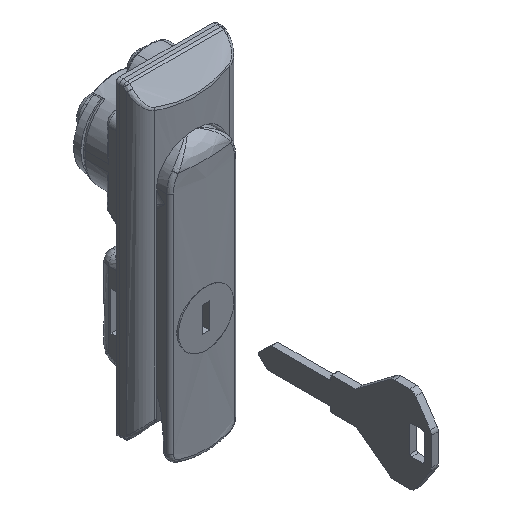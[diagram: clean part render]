
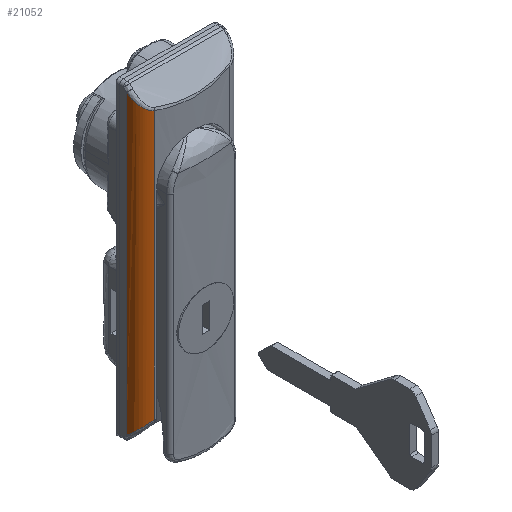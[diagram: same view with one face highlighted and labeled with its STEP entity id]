
A CAD part, isometric view. The second image highlights one B-rep face of the part: STEP entity #21052.
In plain terms, the highlighted free-form (B-spline) face has degree [1, 2] with [2, 3] control points.
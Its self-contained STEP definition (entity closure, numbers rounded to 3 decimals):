
#19801=CARTESIAN_POINT('',(-19.391,14.,-59.185));
#19802=VERTEX_POINT('',#19801);
#19956=CARTESIAN_POINT('',(-23.575,10.493,-55.17));
#19957=VERTEX_POINT('',#19956);
#19971=CARTESIAN_POINT('',(-19.391,14.,-59.185));
#19972=CARTESIAN_POINT('',(-19.626,14.,-58.994));
#19973=CARTESIAN_POINT('',(-19.857,13.981,-58.802));
#19974=CARTESIAN_POINT('',(-20.311,13.906,-58.415));
#19975=CARTESIAN_POINT('',(-20.533,13.85,-58.22));
#19976=CARTESIAN_POINT('',(-20.806,13.758,-57.975));
#19977=CARTESIAN_POINT('',(-20.861,13.738,-57.926));
#19978=CARTESIAN_POINT('',(-20.968,13.697,-57.828));
#19979=CARTESIAN_POINT('',(-21.022,13.675,-57.779));
#19980=CARTESIAN_POINT('',(-21.18,13.607,-57.633));
#19981=CARTESIAN_POINT('',(-21.284,13.557,-57.537));
#19982=CARTESIAN_POINT('',(-21.588,13.395,-57.249));
#19983=CARTESIAN_POINT('',(-21.783,13.27,-57.06));
#19984=CARTESIAN_POINT('',(-22.064,13.056,-56.783));
#19985=CARTESIAN_POINT('',(-22.155,12.98,-56.691));
#19986=CARTESIAN_POINT('',(-22.289,12.859,-56.556));
#19987=CARTESIAN_POINT('',(-22.333,12.817,-56.511));
#19988=CARTESIAN_POINT('',(-22.42,12.731,-56.422));
#19989=CARTESIAN_POINT('',(-22.463,12.687,-56.377));
#19990=CARTESIAN_POINT('',(-22.674,12.46,-56.159));
#19991=CARTESIAN_POINT('',(-22.829,12.262,-55.994));
#19992=CARTESIAN_POINT('',(-23.039,11.934,-55.768));
#19993=CARTESIAN_POINT('',(-23.106,11.819,-55.695));
#19994=CARTESIAN_POINT('',(-23.199,11.638,-55.593));
#19995=CARTESIAN_POINT('',(-23.229,11.576,-55.56));
#19996=CARTESIAN_POINT('',(-23.286,11.451,-55.496));
#19997=CARTESIAN_POINT('',(-23.313,11.387,-55.466));
#19998=CARTESIAN_POINT('',(-23.391,11.193,-55.379));
#19999=CARTESIAN_POINT('',(-23.437,11.06,-55.328));
#20000=CARTESIAN_POINT('',(-23.516,10.783,-55.238));
#20001=CARTESIAN_POINT('',(-23.549,10.641,-55.2));
#20002=CARTESIAN_POINT('',(-23.575,10.493,-55.17));
#20003=B_SPLINE_CURVE_WITH_KNOTS('',3,(#19971,#19972,#19973,#19974,#19975,#19976,#19977,#19978,#19979,#19980,#19981,#19982,#19983,#19984,#19985,#19986,#19987,#19988,#19989,#19990,#19991,#19992,#19993,#19994,#19995,#19996,#19997,#19998,#19999,#20000,#20001,#20002),.UNSPECIFIED.,.F.,.U.,(4,2,2,2,2,2,2,2,2,2,2,2,2,2,2,4),(0.0,0.125,0.25,0.281,0.313,0.375,0.5,0.562,0.594,0.625,0.75,0.812,0.844,0.875,0.937,1.0),.UNSPECIFIED.);
#20004=EDGE_CURVE('',#19802,#19957,#20003,.T.);
#20627=CARTESIAN_POINT('',(-19.391,14.,23.185));
#20628=VERTEX_POINT('',#20627);
#20774=CARTESIAN_POINT('',(-23.575,10.493,19.17));
#20775=VERTEX_POINT('',#20774);
#20954=CARTESIAN_POINT('',(-23.575,10.493,19.17));
#20955=CARTESIAN_POINT('',(-23.549,10.641,19.2));
#20956=CARTESIAN_POINT('',(-23.516,10.784,19.238));
#20957=CARTESIAN_POINT('',(-23.436,11.06,19.328));
#20958=CARTESIAN_POINT('',(-23.39,11.194,19.38));
#20959=CARTESIAN_POINT('',(-23.313,11.389,19.467));
#20960=CARTESIAN_POINT('',(-23.285,11.453,19.497));
#20961=CARTESIAN_POINT('',(-23.228,11.579,19.561));
#20962=CARTESIAN_POINT('',(-23.198,11.64,19.594));
#20963=CARTESIAN_POINT('',(-23.105,11.821,19.696));
#20964=CARTESIAN_POINT('',(-23.038,11.935,19.769));
#20965=CARTESIAN_POINT('',(-22.897,12.155,19.921));
#20966=CARTESIAN_POINT('',(-22.823,12.26,20.));
#20967=CARTESIAN_POINT('',(-22.705,12.411,20.125));
#20968=CARTESIAN_POINT('',(-22.665,12.46,20.167));
#20969=CARTESIAN_POINT('',(-22.584,12.555,20.252));
#20970=CARTESIAN_POINT('',(-22.543,12.602,20.295));
#20971=CARTESIAN_POINT('',(-22.333,12.827,20.512));
#20972=CARTESIAN_POINT('',(-22.155,12.987,20.693));
#20973=CARTESIAN_POINT('',(-21.874,13.201,20.971));
#20974=CARTESIAN_POINT('',(-21.778,13.268,21.065));
#20975=CARTESIAN_POINT('',(-21.63,13.363,21.208));
#20976=CARTESIAN_POINT('',(-21.58,13.393,21.256));
#20977=CARTESIAN_POINT('',(-21.479,13.452,21.352));
#20978=CARTESIAN_POINT('',(-21.428,13.48,21.4));
#20979=CARTESIAN_POINT('',(-21.171,13.616,21.643));
#20980=CARTESIAN_POINT('',(-20.96,13.706,21.837));
#20981=CARTESIAN_POINT('',(-20.529,13.851,22.224));
#20982=CARTESIAN_POINT('',(-20.308,13.906,22.417));
#20983=CARTESIAN_POINT('',(-19.857,13.981,22.802));
#20984=CARTESIAN_POINT('',(-19.627,14.,22.994));
#20985=CARTESIAN_POINT('',(-19.391,14.,23.185));
#20986=B_SPLINE_CURVE_WITH_KNOTS('',3,(#20954,#20955,#20956,#20957,#20958,#20959,#20960,#20961,#20962,#20963,#20964,#20965,#20966,#20967,#20968,#20969,#20970,#20971,#20972,#20973,#20974,#20975,#20976,#20977,#20978,#20979,#20980,#20981,#20982,#20983,#20984,#20985),.UNSPECIFIED.,.F.,.U.,(4,2,2,2,2,2,2,2,2,2,2,2,2,2,2,4),(0.0,0.063,0.125,0.156,0.188,0.25,0.313,0.344,0.375,0.5,0.562,0.594,0.625,0.75,0.875,1.0),.UNSPECIFIED.);
#20987=EDGE_CURVE('',#20775,#20628,#20986,.T.);
#21024=CARTESIAN_POINT('',(-23.604,10.31,-61.244));
#21025=CARTESIAN_POINT('',(-23.604,10.31,25.296));
#21026=CARTESIAN_POINT('',(-23.091,14.17,-61.244));
#21027=CARTESIAN_POINT('',(-23.091,14.17,25.296));
#21028=CARTESIAN_POINT('',(-19.2,13.996,-61.244));
#21029=CARTESIAN_POINT('',(-19.2,13.996,25.296));
#21037=(BOUNDED_SURFACE()B_SPLINE_SURFACE(1,2,((#21024,#21026,#21028),(#21025,#21027,#21029)),.UNSPECIFIED.,.F.,.F.,.U.)B_SPLINE_SURFACE_WITH_KNOTS((2,2),(3,3),(0.0,86.54),(0.0,6.611),.UNSPECIFIED.)GEOMETRIC_REPRESENTATION_ITEM()RATIONAL_B_SPLINE_SURFACE(((1.0,0.737,1.0),(1.0,0.737,1.0)))REPRESENTATION_ITEM('')SURFACE());
#21038=CARTESIAN_POINT('',(-23.575,10.493,19.17));
#21039=CARTESIAN_POINT('',(-23.575,10.493,-55.17));
#21040=QUASI_UNIFORM_CURVE('',1,(#21038,#21039),.UNSPECIFIED.,.F.,.U.);
#21041=EDGE_CURVE('',#20775,#19957,#21040,.T.);
#21042=ORIENTED_EDGE('',*,*,#21041,.F.);
#21043=ORIENTED_EDGE('',*,*,#20987,.T.);
#21044=CARTESIAN_POINT('',(-19.391,14.,-59.185));
#21045=CARTESIAN_POINT('',(-19.391,14.,23.185));
#21046=QUASI_UNIFORM_CURVE('',1,(#21044,#21045),.UNSPECIFIED.,.F.,.U.);
#21047=EDGE_CURVE('',#19802,#20628,#21046,.T.);
#21048=ORIENTED_EDGE('',*,*,#21047,.F.);
#21049=ORIENTED_EDGE('',*,*,#20004,.T.);
#21050=EDGE_LOOP('',(#21042,#21043,#21048,#21049));
#21051=FACE_OUTER_BOUND('',#21050,.T.);
#21052=ADVANCED_FACE('',(#21051),#21037,.T.);
